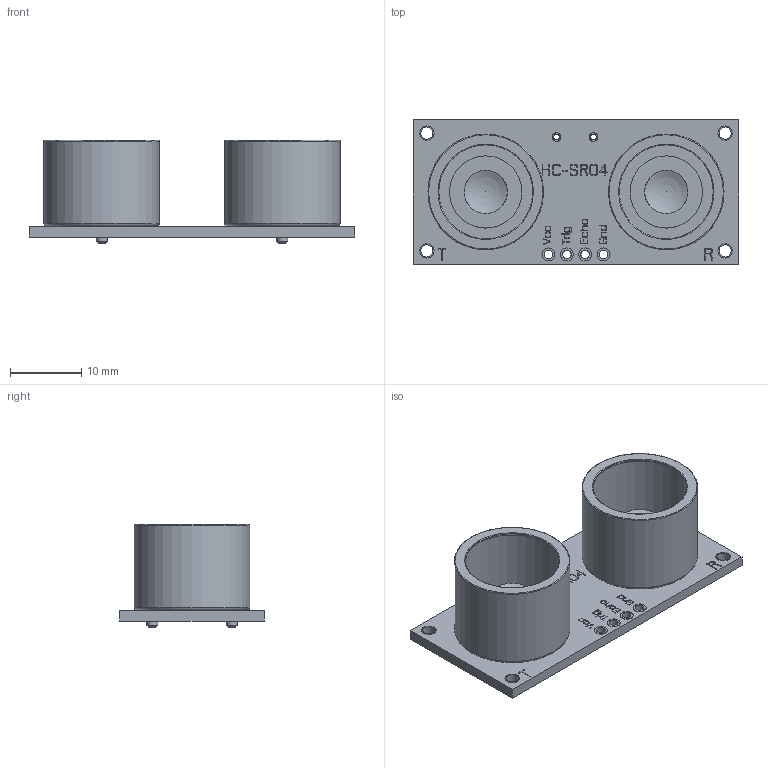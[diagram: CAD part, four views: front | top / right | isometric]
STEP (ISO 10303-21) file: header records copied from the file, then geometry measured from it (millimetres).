
FILE_DESCRIPTION(/* description */ ('STEP AP242','CAx-IF Rec.Pracs.---Representation and Presentation of Product Manufacturing Information (PMI)---4.0---2014-10-13','CAx-IF Rec.Pracs.---3D Tessellated Geometry---0.4---2014-09-14','2;1'),/* implementation_level */ '2;1');
FILE_NAME(/* name */ '659487e5be34dc4e93d659a8',/* time_stamp */ '2024-01-02T22:02:14Z',/* author */ (''),/* organization */ (''),/* preprocessor_version */ 'ST-DEVELOPER v19.4',/* originating_system */ ' ',/* authorisation */ ' ');
FILE_SCHEMA (('AP242_MANAGED_MODEL_BASED_3D_ENGINEERING_MIM_LF { 1 0 10303 442 1 1 4 }'));
Length unit declared in the file: metre
Products named in the file (1): Platine
Bounding box: 45.6 x 20.27 x 14.49 mm (x, y, z)
Volume: 2672 mm3; surface area: 5165.1 mm2
Topology: 1 solids, 1 shells, 774 faces, 2036 edges, 1353 vertices
Faces by surface type: plane 352, bspline 343, cylinder 63, torus 8, cone 6, sphere 2
Full cylindrical faces by diameter (mm): 0.811 x2, 1.216 x8, 1.52 x4, 1.723 x4, 1.824 x8, 2.027 x12, 3.04 x4, 10.133 x2, 13.173 x2, 15.2 x2, 16.213 x2
Entity records: 29641 total; most frequent: CARTESIAN_POINT 11101, ORIENTED_EDGE 3934, DIRECTION 2265, EDGE_CURVE 1967, VERTEX_POINT 1350, LINE 1117, VECTOR 1117, EDGE_LOOP 949
